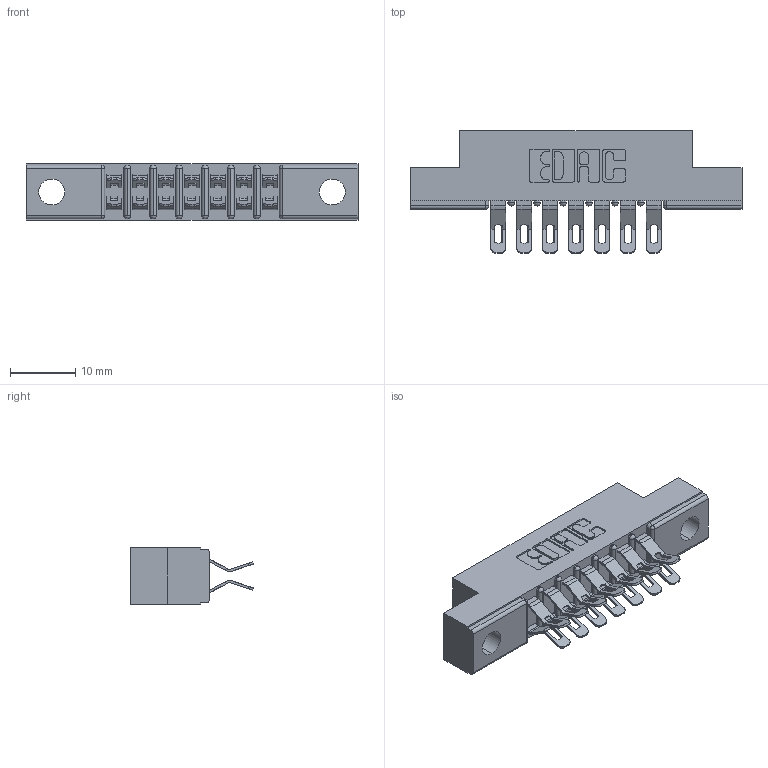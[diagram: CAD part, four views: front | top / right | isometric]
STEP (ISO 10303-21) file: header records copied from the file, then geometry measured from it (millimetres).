
FILE_DESCRIPTION (( 'STEP AP203' ), '1' );
FILE_NAME ('307-014-455-204.STEP', '2020-09-28T16:06:51', ( '' ), ( '' ), 'SwSTEP 2.0', 'SolidWorks 2020', '' );
FILE_SCHEMA (( 'CONFIG_CONTROL_DESIGN' ));
Length unit declared in the file: inch
Products named in the file (3): 307 Part_.156 Dia Mounting Holes; 307-290-001_555; 307-014-455-204
Assembly tree (15 placements, depth 2):
  307-014-455-204
    307 Part_.156 Dia Mounting Holes
    307-290-001_555  x14
Bounding box: 50.75 x 18.75 x 8.71 mm (x, y, z)
Volume: 3257 mm3; surface area: 5089.2 mm2
Topology: 15 solids, 15 shells, 994 faces, 2893 edges, 1886 vertices
Faces by surface type: plane 560, cylinder 418, sphere 16
Entity records: 11495 total; most frequent: CARTESIAN_POINT 1901, ORIENTED_EDGE 1880, DIRECTION 1876, EDGE_CURVE 940, LINE 702, VECTOR 702, VERTEX_POINT 612, AXIS2_PLACEMENT_3D 587
